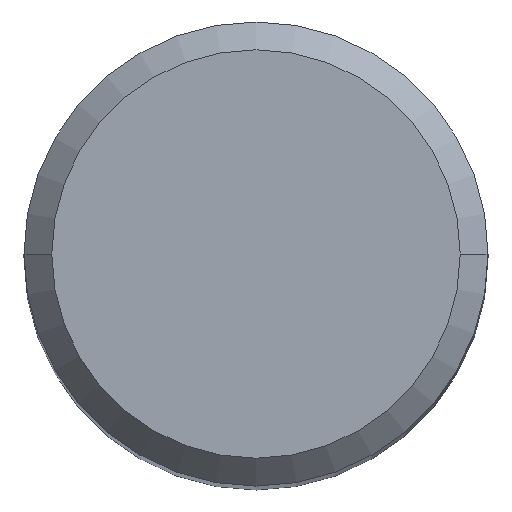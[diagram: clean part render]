
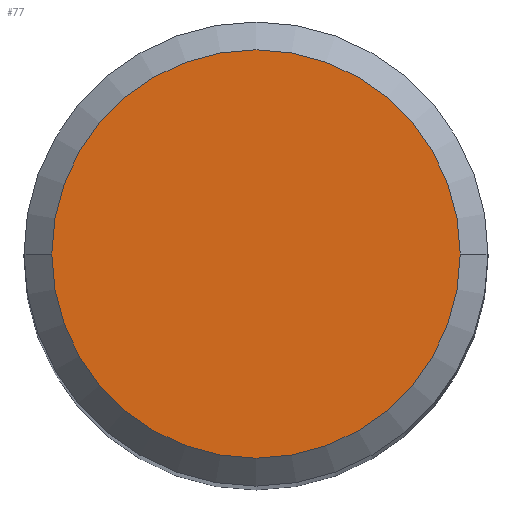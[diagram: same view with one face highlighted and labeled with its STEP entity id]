
A CAD part, top view. The second image highlights one B-rep face of the part: STEP entity #77.
In plain terms, the highlighted planar face has unit normal (0, 0, 1).
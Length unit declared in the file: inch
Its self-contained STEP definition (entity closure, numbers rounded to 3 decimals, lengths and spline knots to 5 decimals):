
#8 = CARTESIAN_POINT ( 'NONE',  ( -0.11, 0., 2. ) ) ;
#40 = VERTEX_POINT ( 'NONE', #8 ) ;
#64 = CARTESIAN_POINT ( 'NONE',  ( 0., 0., 2. ) ) ;
#77 = ADVANCED_FACE ( 'NONE', ( #109 ), #157, .T. ) ;
#94 = DIRECTION ( 'NONE',  ( 0., 0., 1. ) ) ;
#95 = CIRCLE ( 'NONE', #211, 0.11 ) ;
#99 = CARTESIAN_POINT ( 'NONE',  ( 0., 0., 2. ) ) ;
#103 = AXIS2_PLACEMENT_3D ( 'NONE', #258, #94, #118 ) ;
#109 = FACE_OUTER_BOUND ( 'NONE', #150, .T. ) ;
#118 = DIRECTION ( 'NONE',  ( 1., 0., 0. ) ) ;
#133 = CIRCLE ( 'NONE', #161, 0.11 ) ;
#142 = ORIENTED_EDGE ( 'NONE', *, *, #151, .T. ) ;
#147 = CARTESIAN_POINT ( 'NONE',  ( 0.11, 0., 2. ) ) ;
#150 = EDGE_LOOP ( 'NONE', ( #191, #142 ) ) ;
#151 = EDGE_CURVE ( 'NONE', #204, #40, #95, .T. ) ;
#157 = PLANE ( 'NONE',  #103 ) ;
#161 = AXIS2_PLACEMENT_3D ( 'NONE', #64, #220, #221 ) ;
#166 = DIRECTION ( 'NONE',  ( 1., 0., 0. ) ) ;
#191 = ORIENTED_EDGE ( 'NONE', *, *, #219, .T. ) ;
#204 = VERTEX_POINT ( 'NONE', #147 ) ;
#211 = AXIS2_PLACEMENT_3D ( 'NONE', #99, #240, #166 ) ;
#219 = EDGE_CURVE ( 'NONE', #40, #204, #133, .T. ) ;
#220 = DIRECTION ( 'NONE',  ( 0., 0., 1. ) ) ;
#221 = DIRECTION ( 'NONE',  ( 1., 0., 0. ) ) ;
#240 = DIRECTION ( 'NONE',  ( 0., 0., 1. ) ) ;
#258 = CARTESIAN_POINT ( 'NONE',  ( 0., 0., 2. ) ) ;
